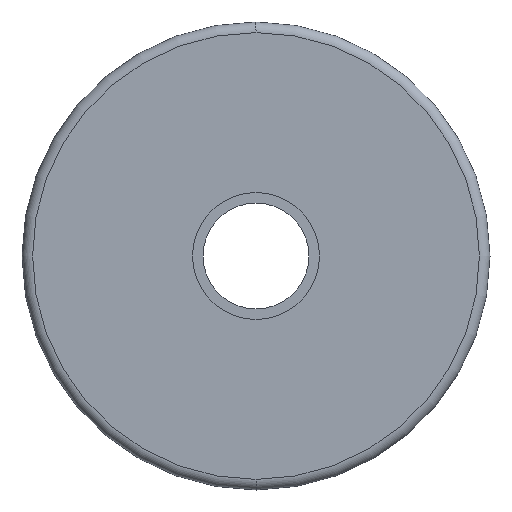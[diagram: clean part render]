
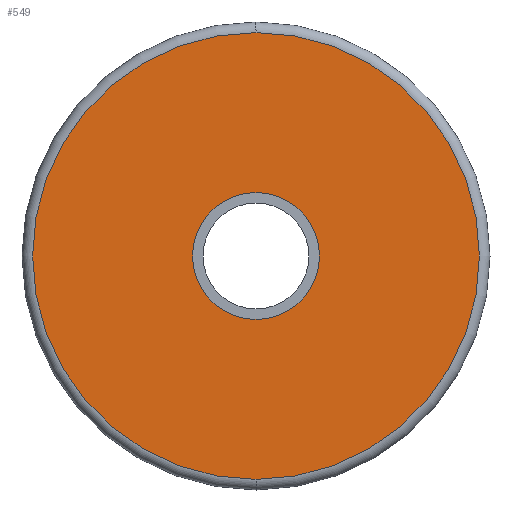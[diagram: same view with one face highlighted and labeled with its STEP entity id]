
A CAD part, left-side view. The second image highlights one B-rep face of the part: STEP entity #549.
In plain terms, the highlighted planar face has unit normal (-1, 0, 0).
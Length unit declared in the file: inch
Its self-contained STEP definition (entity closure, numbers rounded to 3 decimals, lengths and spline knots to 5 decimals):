
#21 = VERTEX_POINT ( 'NONE', #620 ) ;
#23 = DIRECTION ( 'NONE',  ( 0., 0., 1. ) ) ;
#34 = EDGE_LOOP ( 'NONE', ( #431, #203 ) ) ;
#35 = ORIENTED_EDGE ( 'NONE', *, *, #759, .T. ) ;
#53 = DIRECTION ( 'NONE',  ( -1., 0., 0. ) ) ;
#55 = AXIS2_PLACEMENT_3D ( 'NONE', #600, #251, #645 ) ;
#86 = PLANE ( 'NONE',  #511 ) ;
#109 = VERTEX_POINT ( 'NONE', #529 ) ;
#113 = VERTEX_POINT ( 'NONE', #181 ) ;
#128 = CARTESIAN_POINT ( 'NONE',  ( -0.5725, 0., 0. ) ) ;
#181 = CARTESIAN_POINT ( 'NONE',  ( -0.5725, 0., -0.52772 ) ) ;
#196 = CIRCLE ( 'NONE', #330, 0.15 ) ;
#203 = ORIENTED_EDGE ( 'NONE', *, *, #490, .F. ) ;
#248 = CIRCLE ( 'NONE', #708, 0.15 ) ;
#251 = DIRECTION ( 'NONE',  ( -1., 0., 0. ) ) ;
#278 = DIRECTION ( 'NONE',  ( 1., 0., 0. ) ) ;
#285 = FACE_OUTER_BOUND ( 'NONE', #445, .T. ) ;
#286 = FACE_BOUND ( 'NONE', #34, .T. ) ;
#287 = EDGE_CURVE ( 'NONE', #739, #21, #196, .T. ) ;
#306 = CIRCLE ( 'NONE', #55, 0.52772 ) ;
#330 = AXIS2_PLACEMENT_3D ( 'NONE', #728, #446, #23 ) ;
#342 = DIRECTION ( 'NONE',  ( -1., 0., 0. ) ) ;
#354 = ORIENTED_EDGE ( 'NONE', *, *, #605, .T. ) ;
#366 = CIRCLE ( 'NONE', #586, 0.52772 ) ;
#431 = ORIENTED_EDGE ( 'NONE', *, *, #287, .F. ) ;
#445 = EDGE_LOOP ( 'NONE', ( #35, #354 ) ) ;
#446 = DIRECTION ( 'NONE',  ( -1., 0., 0. ) ) ;
#468 = CARTESIAN_POINT ( 'NONE',  ( -0.5725, 0., 0. ) ) ;
#472 = CARTESIAN_POINT ( 'NONE',  ( -0.5725, 0., 0.15 ) ) ;
#490 = EDGE_CURVE ( 'NONE', #21, #739, #248, .T. ) ;
#511 = AXIS2_PLACEMENT_3D ( 'NONE', #128, #278, #662 ) ;
#514 = DIRECTION ( 'NONE',  ( 0., 0., -1. ) ) ;
#529 = CARTESIAN_POINT ( 'NONE',  ( -0.5725, 0., 0.52772 ) ) ;
#549 = ADVANCED_FACE ( 'NONE', ( #285, #286 ), #86, .F. ) ;
#586 = AXIS2_PLACEMENT_3D ( 'NONE', #468, #53, #514 ) ;
#600 = CARTESIAN_POINT ( 'NONE',  ( -0.5725, 0., 0. ) ) ;
#605 = EDGE_CURVE ( 'NONE', #109, #113, #306, .T. ) ;
#620 = CARTESIAN_POINT ( 'NONE',  ( -0.5725, 0., -0.15 ) ) ;
#645 = DIRECTION ( 'NONE',  ( 0., 0., -1. ) ) ;
#657 = CARTESIAN_POINT ( 'NONE',  ( -0.5725, 0., 0. ) ) ;
#662 = DIRECTION ( 'NONE',  ( 0., 0., -1. ) ) ;
#699 = DIRECTION ( 'NONE',  ( 0., 0., 1. ) ) ;
#708 = AXIS2_PLACEMENT_3D ( 'NONE', #657, #342, #699 ) ;
#728 = CARTESIAN_POINT ( 'NONE',  ( -0.5725, 0., 0. ) ) ;
#739 = VERTEX_POINT ( 'NONE', #472 ) ;
#759 = EDGE_CURVE ( 'NONE', #113, #109, #366, .T. ) ;
